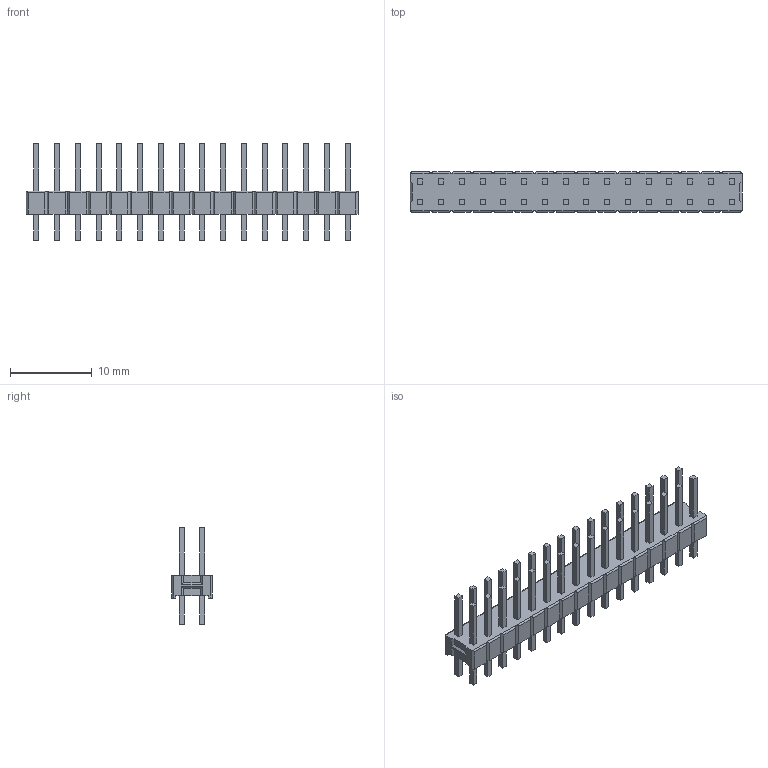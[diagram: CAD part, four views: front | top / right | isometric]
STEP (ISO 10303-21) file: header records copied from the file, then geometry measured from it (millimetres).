
FILE_DESCRIPTION(('STEP AP214'),'1');
FILE_NAME(' ',' ',('TraceParts'),('TraceParts S.A.'),'XStep 1.0',' ',' ');
FILE_SCHEMA(('automotive_design'));
Length unit declared in the file: millimetre
Products named in the file (1): C-1-826656-6
Bounding box: 40.64 x 5 x 11.8 mm (x, y, z)
Volume: 629.8 mm3; surface area: 1439 mm2
Topology: 1 solids, 1 shells, 472 faces, 1218 edges, 812 vertices
Faces by surface type: plane 440, cylinder 32
Entity records: 14269 total; most frequent: CARTESIAN_POINT 2823, ORIENTED_EDGE 2436, DIRECTION 2100, EDGE_CURVE 1218, LINE 1154, VECTOR 1154, VERTEX_POINT 812, EDGE_LOOP 536
